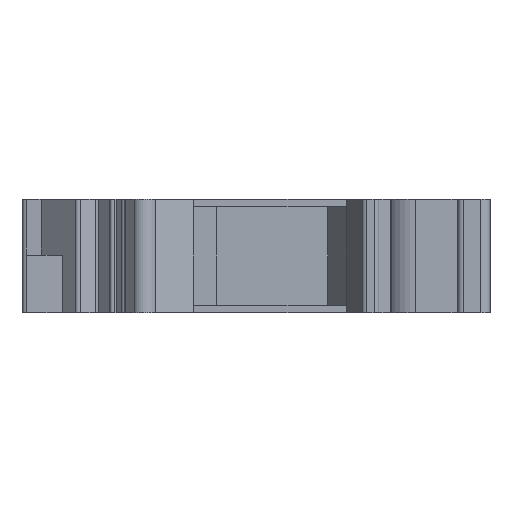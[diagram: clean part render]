
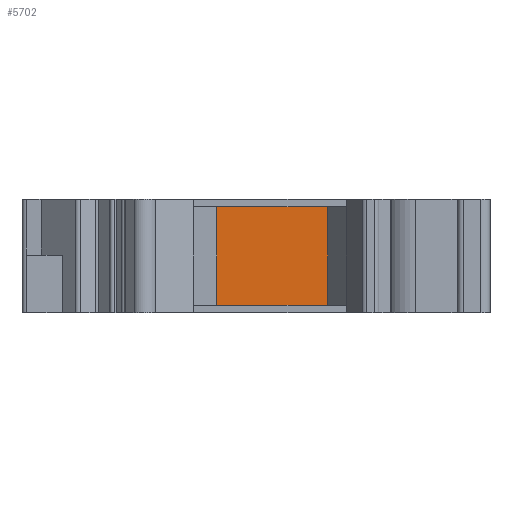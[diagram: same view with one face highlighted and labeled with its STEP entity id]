
A CAD part, left-side view. The second image highlights one B-rep face of the part: STEP entity #5702.
In plain terms, the highlighted planar face has unit normal (-1, 0, 0).
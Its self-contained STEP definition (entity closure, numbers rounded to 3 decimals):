
#2076=DIRECTION('',(0.,-1.,0.));
#2077=VECTOR('',#2076,11.961);
#2078=CARTESIAN_POINT('',(-15.,23.375,-5.3));
#2079=LINE('',#2078,#2077);
#2104=DIRECTION('',(0.,0.,-1.));
#2105=VECTOR('',#2104,10.6);
#2106=CARTESIAN_POINT('',(-15.,23.375,5.3));
#2107=LINE('',#2106,#2105);
#2124=DIRECTION('',(0.,-1.,0.));
#2125=VECTOR('',#2124,11.961);
#2126=CARTESIAN_POINT('',(-15.,23.375,5.3));
#2127=LINE('',#2126,#2125);
#2128=DIRECTION('',(0.,0.,-1.));
#2129=VECTOR('',#2128,10.6);
#2130=CARTESIAN_POINT('',(-15.,11.414,5.3));
#2131=LINE('',#2130,#2129);
#2958=CARTESIAN_POINT('',(-15.,23.375,-5.3));
#2959=VERTEX_POINT('',#2958);
#2960=CARTESIAN_POINT('',(-15.,11.414,-5.3));
#2961=VERTEX_POINT('',#2960);
#2970=CARTESIAN_POINT('',(-15.,11.414,5.3));
#2971=VERTEX_POINT('',#2970);
#2972=CARTESIAN_POINT('',(-15.,23.375,5.3));
#2973=VERTEX_POINT('',#2972);
#5691=CARTESIAN_POINT('',(-15.,11.414,-5.3));
#5692=DIRECTION('',(1.,0.,0.));
#5693=DIRECTION('',(0.,1.,0.));
#5694=AXIS2_PLACEMENT_3D('',#5691,#5692,#5693);
#5695=PLANE('',#5694);
#5696=ORIENTED_EDGE('',*,*,#5615,.F.);
#5697=ORIENTED_EDGE('',*,*,#5659,.F.);
#5698=ORIENTED_EDGE('',*,*,#5673,.T.);
#5699=ORIENTED_EDGE('',*,*,#5599,.T.);
#5700=EDGE_LOOP('',(#5696,#5697,#5698,#5699));
#5701=FACE_OUTER_BOUND('',#5700,.F.);
#5702=ADVANCED_FACE('',(#5701),#5695,.F.);
#5599=EDGE_CURVE('',#2971,#2961,#2131,.T.);
#5615=EDGE_CURVE('',#2959,#2961,#2079,.T.);
#5659=EDGE_CURVE('',#2973,#2959,#2107,.T.);
#5673=EDGE_CURVE('',#2973,#2971,#2127,.T.);
